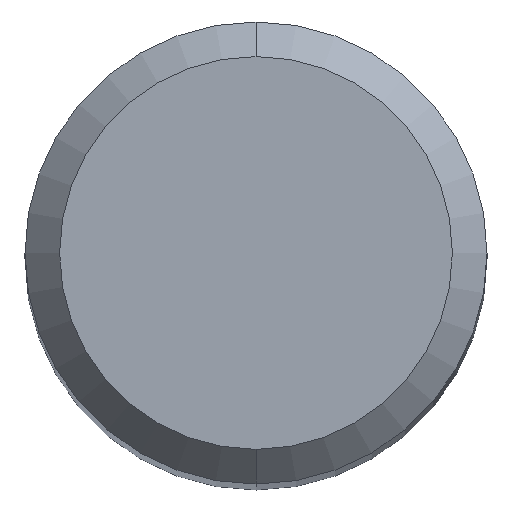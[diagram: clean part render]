
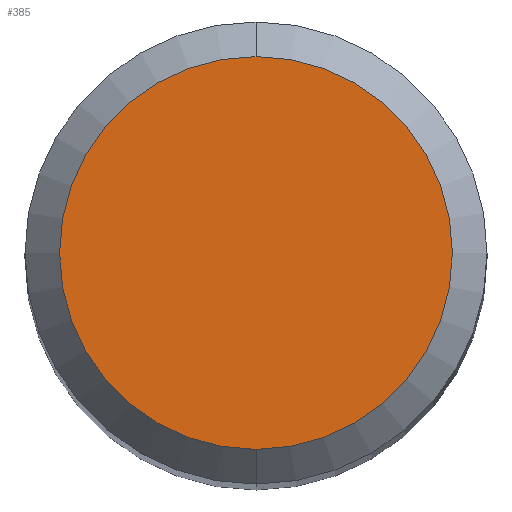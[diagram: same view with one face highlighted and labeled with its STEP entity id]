
A CAD part, top view. The second image highlights one B-rep face of the part: STEP entity #385.
In plain terms, the highlighted planar face has unit normal (0, 0, 1).
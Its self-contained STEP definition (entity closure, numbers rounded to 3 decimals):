
#185=VERTEX_POINT('',#492);
#349=VERTEX_POINT('',#675);
#385=ADVANCED_FACE('',(#713),#714,.T.);
#435=EDGE_CURVE('',#349,#185,#769,.T.);
#455=EDGE_CURVE('',#185,#349,#791,.T.);
#492=CARTESIAN_POINT('',(0.,-1.7,0.0));
#675=CARTESIAN_POINT('',(0.0,1.7,0.0));
#713=FACE_OUTER_BOUND('',#1231,.T.);
#714=PLANE('',#1232);
#769=CIRCLE('',#1405,1.7);
#791=CIRCLE('',#1433,1.7);
#1231=EDGE_LOOP('',(#1714,#1715));
#1232=AXIS2_PLACEMENT_3D('',#1716,#1717,#1718);
#1405=AXIS2_PLACEMENT_3D('',#1762,#1763,#1764);
#1433=AXIS2_PLACEMENT_3D('',#1791,#1792,#1793);
#1714=ORIENTED_EDGE('',*,*,#435,.F.);
#1715=ORIENTED_EDGE('',*,*,#455,.F.);
#1716=CARTESIAN_POINT('',(0.0,0.85,0.0));
#1717=DIRECTION('',(-0.0,0.0,1.0));
#1718=DIRECTION('',(0.0,-1.0,0.0));
#1762=CARTESIAN_POINT('',(0.0,0.0,0.0));
#1763=DIRECTION('',(0.0,0.0,-1.0));
#1764=DIRECTION('',(0.0,1.0,0.0));
#1791=CARTESIAN_POINT('',(0.0,0.0,0.0));
#1792=DIRECTION('',(0.0,0.0,-1.0));
#1793=DIRECTION('',(0.0,1.0,0.0));
